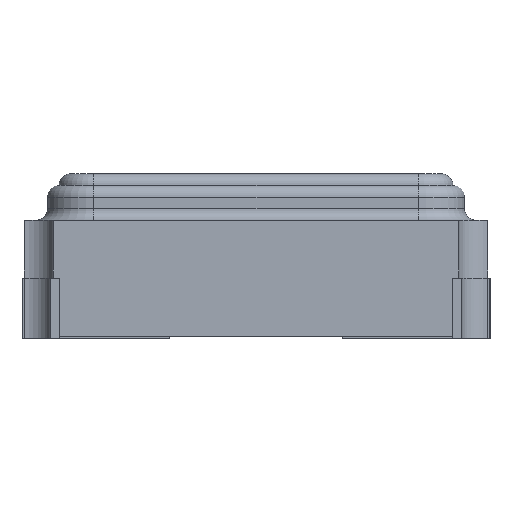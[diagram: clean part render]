
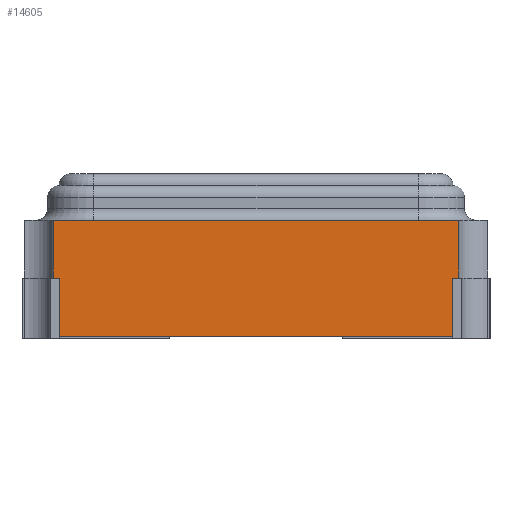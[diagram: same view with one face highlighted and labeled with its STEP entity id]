
A CAD part, left-side view. The second image highlights one B-rep face of the part: STEP entity #14605.
In plain terms, the highlighted planar face has unit normal (-1, 0, 0).
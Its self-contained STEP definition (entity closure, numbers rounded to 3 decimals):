
#116 = AXIS2_PLACEMENT_3D ( 'NONE', #448, #10803, #7834 ) ;
#130 = EDGE_CURVE ( 'NONE', #161, #17625, #11094, .T. ) ;
#161 = VERTEX_POINT ( 'NONE', #12484 ) ;
#448 = CARTESIAN_POINT ( 'NONE',  ( -1.25, 1., 0.5 ) ) ;
#757 = CARTESIAN_POINT ( 'NONE',  ( -1.25, 0.85, 0. ) ) ;
#1011 = VECTOR ( 'NONE', #18038, 1000. ) ;
#1139 = ORIENTED_EDGE ( 'NONE', *, *, #6017, .T. ) ;
#1352 = VERTEX_POINT ( 'NONE', #18138 ) ;
#1746 = ORIENTED_EDGE ( 'NONE', *, *, #6137, .T. ) ;
#1918 = DIRECTION ( 'NONE',  ( 0., -1., 0. ) ) ;
#1935 = CARTESIAN_POINT ( 'NONE',  ( -1.25, 0.875, 0. ) ) ;
#2344 = CARTESIAN_POINT ( 'NONE',  ( -1.25, 0.85, 0.25 ) ) ;
#2364 = ORIENTED_EDGE ( 'NONE', *, *, #130, .T. ) ;
#2533 = VECTOR ( 'NONE', #6895, 1000. ) ;
#2725 = EDGE_CURVE ( 'NONE', #8598, #15165, #10434, .T. ) ;
#3197 = CARTESIAN_POINT ( 'NONE',  ( -1.25, -0.85, 0.25 ) ) ;
#3461 = VECTOR ( 'NONE', #1918, 1000. ) ;
#3867 = EDGE_CURVE ( 'NONE', #161, #1352, #5377, .T. ) ;
#5182 = LINE ( 'NONE', #14336, #13423 ) ;
#5377 = LINE ( 'NONE', #8633, #9647 ) ;
#6017 = EDGE_CURVE ( 'NONE', #17625, #12797, #12369, .T. ) ;
#6137 = EDGE_CURVE ( 'NONE', #6464, #1352, #10167, .T. ) ;
#6356 = CARTESIAN_POINT ( 'NONE',  ( -1.25, -0.85, 0.5 ) ) ;
#6464 = VERTEX_POINT ( 'NONE', #14630 ) ;
#6676 = CARTESIAN_POINT ( 'NONE',  ( -1.25, 1., 0. ) ) ;
#6742 = VECTOR ( 'NONE', #18861, 1000. ) ;
#6889 = ORIENTED_EDGE ( 'NONE', *, *, #3867, .F. ) ;
#6895 = DIRECTION ( 'NONE',  ( 0., 0., 1. ) ) ;
#7834 = DIRECTION ( 'NONE',  ( 0., 1., 0. ) ) ;
#8279 = LINE ( 'NONE', #6676, #6742 ) ;
#8494 = CARTESIAN_POINT ( 'NONE',  ( -1.25, -0.875, 0. ) ) ;
#8598 = VERTEX_POINT ( 'NONE', #17980 ) ;
#8633 = CARTESIAN_POINT ( 'NONE',  ( -1.25, 1., 0.5 ) ) ;
#9509 = EDGE_CURVE ( 'NONE', #18835, #8598, #8279, .T. ) ;
#9512 = ORIENTED_EDGE ( 'NONE', *, *, #10504, .T. ) ;
#9647 = VECTOR ( 'NONE', #11798, 1000. ) ;
#10167 = LINE ( 'NONE', #8494, #2533 ) ;
#10434 = LINE ( 'NONE', #6356, #1011 ) ;
#10436 = EDGE_CURVE ( 'NONE', #6464, #15165, #5182, .T. ) ;
#10504 = EDGE_CURVE ( 'NONE', #12797, #18835, #19067, .T. ) ;
#10803 = DIRECTION ( 'NONE',  ( 1., 0., 0. ) ) ;
#10967 = ORIENTED_EDGE ( 'NONE', *, *, #10436, .F. ) ;
#11094 = LINE ( 'NONE', #1935, #14657 ) ;
#11424 = DIRECTION ( 'NONE',  ( 0., 1., 0. ) ) ;
#11798 = DIRECTION ( 'NONE',  ( 0., -1., 0. ) ) ;
#11909 = PLANE ( 'NONE',  #116 ) ;
#12020 = ORIENTED_EDGE ( 'NONE', *, *, #9509, .T. ) ;
#12369 = LINE ( 'NONE', #14175, #3461 ) ;
#12484 = CARTESIAN_POINT ( 'NONE',  ( -1.25, 0.875, 0.5 ) ) ;
#12654 = DIRECTION ( 'NONE',  ( 0., 0., -1. ) ) ;
#12797 = VERTEX_POINT ( 'NONE', #2344 ) ;
#12802 = VECTOR ( 'NONE', #12654, 1000. ) ;
#13423 = VECTOR ( 'NONE', #11424, 1000. ) ;
#14175 = CARTESIAN_POINT ( 'NONE',  ( -1.25, 1., 0.25 ) ) ;
#14336 = CARTESIAN_POINT ( 'NONE',  ( -1.25, 1., 0.25 ) ) ;
#14605 = ADVANCED_FACE ( 'NONE', ( #14920 ), #11909, .F. ) ;
#14630 = CARTESIAN_POINT ( 'NONE',  ( -1.25, -0.875, 0.25 ) ) ;
#14657 = VECTOR ( 'NONE', #17092, 1000. ) ;
#14920 = FACE_OUTER_BOUND ( 'NONE', #15894, .T. ) ;
#15165 = VERTEX_POINT ( 'NONE', #3197 ) ;
#15324 = ORIENTED_EDGE ( 'NONE', *, *, #2725, .T. ) ;
#15730 = CARTESIAN_POINT ( 'NONE',  ( -1.25, 0.875, 0.25 ) ) ;
#15894 = EDGE_LOOP ( 'NONE', ( #12020, #15324, #10967, #1746, #6889, #2364, #1139, #9512 ) ) ;
#17092 = DIRECTION ( 'NONE',  ( 0., 0., -1. ) ) ;
#17456 = CARTESIAN_POINT ( 'NONE',  ( -1.25, 0.85, 0.5 ) ) ;
#17625 = VERTEX_POINT ( 'NONE', #15730 ) ;
#17980 = CARTESIAN_POINT ( 'NONE',  ( -1.25, -0.85, 0. ) ) ;
#18038 = DIRECTION ( 'NONE',  ( 0., 0., 1. ) ) ;
#18138 = CARTESIAN_POINT ( 'NONE',  ( -1.25, -0.875, 0.5 ) ) ;
#18835 = VERTEX_POINT ( 'NONE', #757 ) ;
#18861 = DIRECTION ( 'NONE',  ( 0., -1., 0. ) ) ;
#19067 = LINE ( 'NONE', #17456, #12802 ) ;
